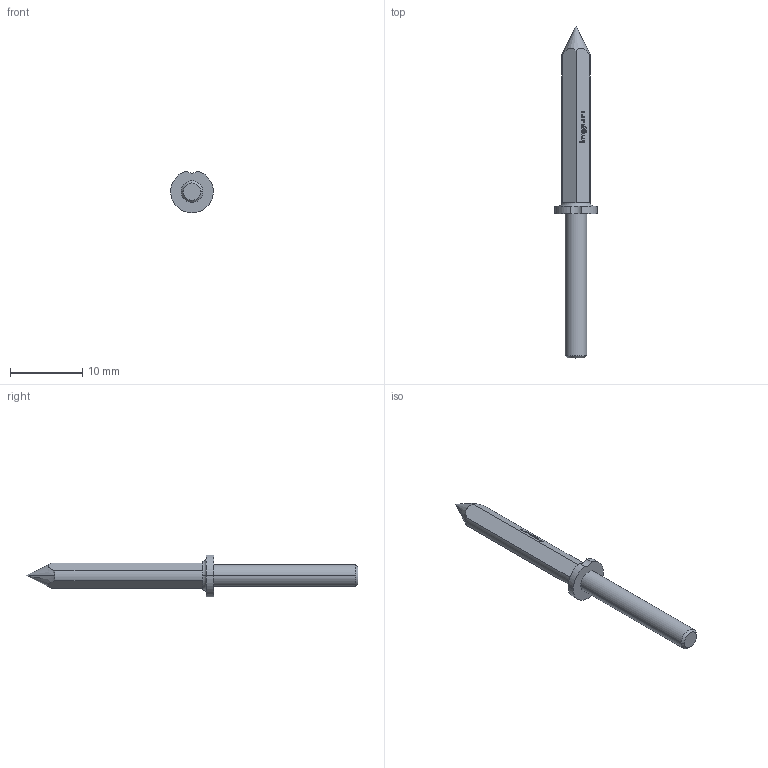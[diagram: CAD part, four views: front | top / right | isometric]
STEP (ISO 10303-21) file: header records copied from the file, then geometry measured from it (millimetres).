
FILE_DESCRIPTION (( 'STEP AP203' ), '1' );
FILE_NAME ('INGUN_53968.STEP', '2022-12-01T09:29:27', ( '' ), ( '' ), 'SwSTEP 2.0', 'SolidWorks 2021', '' );
FILE_SCHEMA (( 'CONFIG_CONTROL_DESIGN' ));
Length unit declared in the file: millimetre
Products named in the file (1): INGUN_53968
Bounding box: 5.9 x 46 x 5.81 mm (x, y, z)
Volume: 379.9 mm3; surface area: 513.6 mm2
Topology: 1 solids, 1 shells, 92 faces, 241 edges, 157 vertices
Faces by surface type: plane 55, cylinder 31, cone 4, torus 2
Entity records: 2944 total; most frequent: CARTESIAN_POINT 545, DIRECTION 493, ORIENTED_EDGE 478, EDGE_CURVE 239, AXIS2_PLACEMENT_3D 165, LINE 163, VECTOR 163, VERTEX_POINT 157
